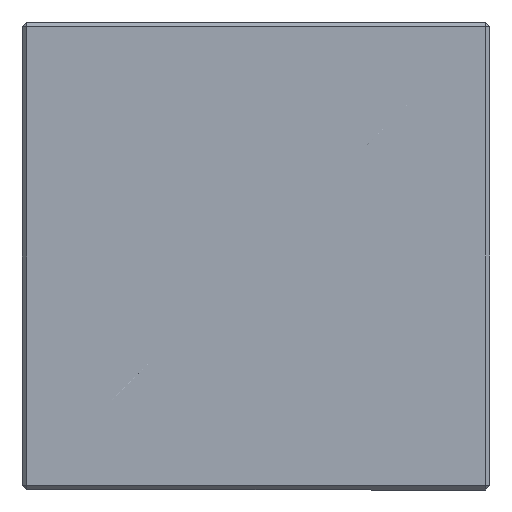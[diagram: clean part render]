
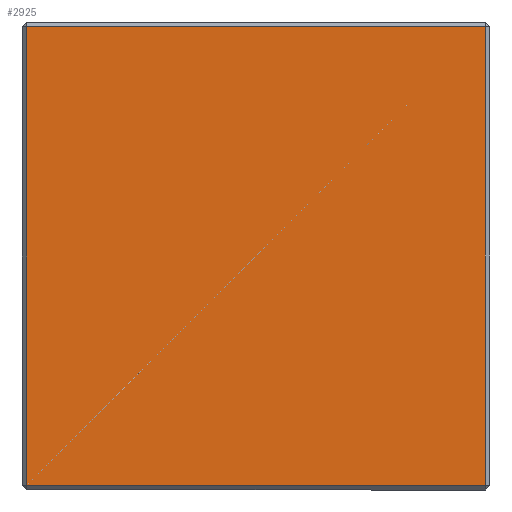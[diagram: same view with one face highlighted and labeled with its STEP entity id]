
A CAD part, front view. The second image highlights one B-rep face of the part: STEP entity #2925.
In plain terms, the highlighted planar face has unit normal (0, -1, 0).
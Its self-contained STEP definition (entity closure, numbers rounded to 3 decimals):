
#86 = CARTESIAN_POINT ( 'NONE',  ( 12.45, -12.7, -12.45 ) ) ;
#134 = ORIENTED_EDGE ( 'NONE', *, *, #2589, .T. ) ;
#199 = DIRECTION ( 'NONE',  ( 0., 1., 0. ) ) ;
#268 = CARTESIAN_POINT ( 'NONE',  ( 0., -12.7, 12.45 ) ) ;
#572 = EDGE_CURVE ( 'NONE', #2873, #3041, #4117, .T. ) ;
#671 = ORIENTED_EDGE ( 'NONE', *, *, #5158, .T. ) ;
#711 = ORIENTED_EDGE ( 'NONE', *, *, #1178, .T. ) ;
#889 = CARTESIAN_POINT ( 'NONE',  ( 12.45, -12.7, 12.45 ) ) ;
#988 = DIRECTION ( 'NONE',  ( 1., 0., 0. ) ) ;
#1126 = CARTESIAN_POINT ( 'NONE',  ( -12.45, -12.7, 0. ) ) ;
#1178 = EDGE_CURVE ( 'NONE', #3041, #4957, #4702, .T. ) ;
#1297 = CARTESIAN_POINT ( 'NONE',  ( -12.45, -12.7, 12.45 ) ) ;
#1324 = FACE_OUTER_BOUND ( 'NONE', #4294, .T. ) ;
#1571 = AXIS2_PLACEMENT_3D ( 'NONE', #2677, #199, #3089 ) ;
#2334 = DIRECTION ( 'NONE',  ( -1., 0., 0. ) ) ;
#2366 = VECTOR ( 'NONE', #2791, 1000. ) ;
#2391 = CARTESIAN_POINT ( 'NONE',  ( 12.45, -12.7, 0. ) ) ;
#2589 = EDGE_CURVE ( 'NONE', #4957, #4701, #3345, .T. ) ;
#2610 = CARTESIAN_POINT ( 'NONE',  ( -12.45, -12.7, -12.45 ) ) ;
#2677 = CARTESIAN_POINT ( 'NONE',  ( 0., -12.7, 0. ) ) ;
#2791 = DIRECTION ( 'NONE',  ( 0., 0., 1. ) ) ;
#2873 = VERTEX_POINT ( 'NONE', #2610 ) ;
#2925 = ADVANCED_FACE ( 'NONE', ( #1324 ), #3072, .F. ) ;
#3004 = LINE ( 'NONE', #1126, #3659 ) ;
#3041 = VERTEX_POINT ( 'NONE', #86 ) ;
#3072 = PLANE ( 'NONE',  #1571 ) ;
#3089 = DIRECTION ( 'NONE',  ( -1., 0., 0. ) ) ;
#3345 = LINE ( 'NONE', #268, #3734 ) ;
#3659 = VECTOR ( 'NONE', #5261, 1000. ) ;
#3734 = VECTOR ( 'NONE', #2334, 1000. ) ;
#4117 = LINE ( 'NONE', #4703, #4325 ) ;
#4294 = EDGE_LOOP ( 'NONE', ( #4352, #711, #134, #671 ) ) ;
#4325 = VECTOR ( 'NONE', #988, 1000. ) ;
#4352 = ORIENTED_EDGE ( 'NONE', *, *, #572, .T. ) ;
#4701 = VERTEX_POINT ( 'NONE', #1297 ) ;
#4702 = LINE ( 'NONE', #2391, #2366 ) ;
#4703 = CARTESIAN_POINT ( 'NONE',  ( 0., -12.7, -12.45 ) ) ;
#4957 = VERTEX_POINT ( 'NONE', #889 ) ;
#5158 = EDGE_CURVE ( 'NONE', #4701, #2873, #3004, .T. ) ;
#5261 = DIRECTION ( 'NONE',  ( 0., 0., -1. ) ) ;
